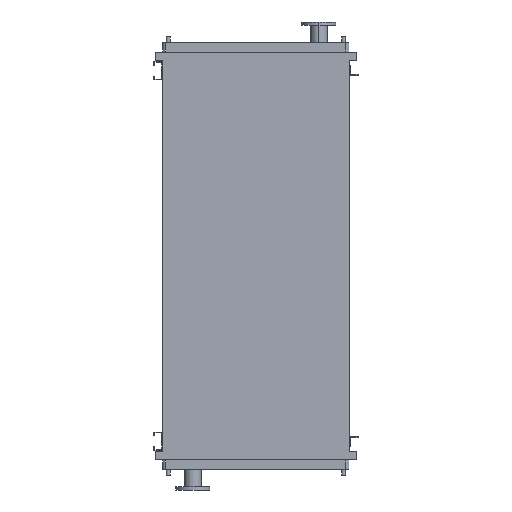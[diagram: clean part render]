
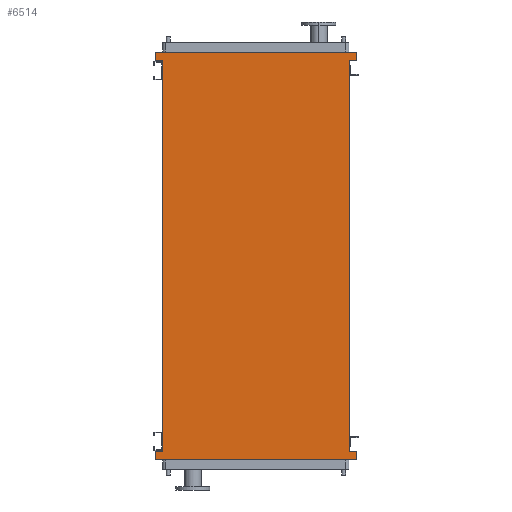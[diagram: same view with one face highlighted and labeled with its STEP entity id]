
A CAD part, front view. The second image highlights one B-rep face of the part: STEP entity #6514.
In plain terms, the highlighted planar face has unit normal (0, -1, 0).
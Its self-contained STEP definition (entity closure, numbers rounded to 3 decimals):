
#41 = ORIENTED_EDGE ( 'NONE', *, *, #10640, .F. ) ;
#46 = LINE ( 'NONE', #3477, #907 ) ;
#196 = EDGE_CURVE ( 'NONE', #4813, #3366, #3251, .T. ) ;
#292 = CARTESIAN_POINT ( 'NONE',  ( 651., 0., 43. ) ) ;
#523 = VECTOR ( 'NONE', #3456, 1000. ) ;
#666 = CARTESIAN_POINT ( 'NONE',  ( 651., 0., -2545. ) ) ;
#907 = VECTOR ( 'NONE', #9557, 1000. ) ;
#955 = LINE ( 'NONE', #2581, #3990 ) ;
#964 = DIRECTION ( 'NONE',  ( 0., 0., 1. ) ) ;
#1342 = CARTESIAN_POINT ( 'NONE',  ( 651., 0., 95. ) ) ;
#1418 = VERTEX_POINT ( 'NONE', #4997 ) ;
#1420 = PLANE ( 'NONE',  #4036 ) ;
#1426 = ORIENTED_EDGE ( 'NONE', *, *, #3074, .F. ) ;
#1561 = EDGE_CURVE ( 'NONE', #7432, #2971, #46, .T. ) ;
#1876 = EDGE_CURVE ( 'NONE', #3665, #7432, #2781, .T. ) ;
#1925 = CARTESIAN_POINT ( 'NONE',  ( -605., 0., -2493. ) ) ;
#1980 = CARTESIAN_POINT ( 'NONE',  ( 605., 0., -2450. ) ) ;
#2125 = CARTESIAN_POINT ( 'NONE',  ( 651., 0., 95. ) ) ;
#2244 = ORIENTED_EDGE ( 'NONE', *, *, #9409, .T. ) ;
#2335 = VECTOR ( 'NONE', #7914, 1000. ) ;
#2475 = VERTEX_POINT ( 'NONE', #292 ) ;
#2539 = VERTEX_POINT ( 'NONE', #4680 ) ;
#2581 = CARTESIAN_POINT ( 'NONE',  ( 605., 0., 43. ) ) ;
#2598 = ORIENTED_EDGE ( 'NONE', *, *, #4871, .F. ) ;
#2760 = CARTESIAN_POINT ( 'NONE',  ( -651., 0., 95. ) ) ;
#2781 = LINE ( 'NONE', #5989, #2335 ) ;
#2971 = VERTEX_POINT ( 'NONE', #666 ) ;
#3074 = EDGE_CURVE ( 'NONE', #2475, #2539, #955, .T. ) ;
#3251 = LINE ( 'NONE', #9160, #8439 ) ;
#3260 = ORIENTED_EDGE ( 'NONE', *, *, #10493, .F. ) ;
#3366 = VERTEX_POINT ( 'NONE', #8940 ) ;
#3389 = CARTESIAN_POINT ( 'NONE',  ( 651., 0., -2493. ) ) ;
#3456 = DIRECTION ( 'NONE',  ( 0., 0., 1. ) ) ;
#3477 = CARTESIAN_POINT ( 'NONE',  ( 651., 0., -2493. ) ) ;
#3623 = EDGE_CURVE ( 'NONE', #7036, #2475, #10443, .T. ) ;
#3665 = VERTEX_POINT ( 'NONE', #7653 ) ;
#3883 = LINE ( 'NONE', #9737, #8305 ) ;
#3960 = ORIENTED_EDGE ( 'NONE', *, *, #4242, .F. ) ;
#3988 = DIRECTION ( 'NONE',  ( -1., 0., 0. ) ) ;
#3990 = VECTOR ( 'NONE', #8772, 1000. ) ;
#4036 = AXIS2_PLACEMENT_3D ( 'NONE', #6598, #4802, #10093 ) ;
#4242 = EDGE_CURVE ( 'NONE', #7177, #9513, #9702, .T. ) ;
#4410 = VECTOR ( 'NONE', #11122, 1000. ) ;
#4475 = LINE ( 'NONE', #1980, #523 ) ;
#4680 = CARTESIAN_POINT ( 'NONE',  ( 605., 0., 43. ) ) ;
#4802 = DIRECTION ( 'NONE',  ( 0., -1., 0. ) ) ;
#4813 = VERTEX_POINT ( 'NONE', #7929 ) ;
#4871 = EDGE_CURVE ( 'NONE', #9513, #4813, #9605, .T. ) ;
#4898 = ORIENTED_EDGE ( 'NONE', *, *, #7739, .F. ) ;
#4997 = CARTESIAN_POINT ( 'NONE',  ( -651., 0., -2545. ) ) ;
#5026 = FACE_OUTER_BOUND ( 'NONE', #10727, .T. ) ;
#5033 = ORIENTED_EDGE ( 'NONE', *, *, #3623, .F. ) ;
#5477 = VECTOR ( 'NONE', #7373, 1000. ) ;
#5497 = ORIENTED_EDGE ( 'NONE', *, *, #7618, .F. ) ;
#5509 = ORIENTED_EDGE ( 'NONE', *, *, #1876, .F. ) ;
#5557 = DIRECTION ( 'NONE',  ( -1., 0., 0. ) ) ;
#5972 = VECTOR ( 'NONE', #6163, 1000. ) ;
#5989 = CARTESIAN_POINT ( 'NONE',  ( 605., 0., -2493. ) ) ;
#6023 = VECTOR ( 'NONE', #964, 1000. ) ;
#6163 = DIRECTION ( 'NONE',  ( 0., 0., -1. ) ) ;
#6345 = VECTOR ( 'NONE', #9904, 1000. ) ;
#6463 = CARTESIAN_POINT ( 'NONE',  ( -651., 0., -2493. ) ) ;
#6514 = ADVANCED_FACE ( 'NONE', ( #5026 ), #1420, .T. ) ;
#6598 = CARTESIAN_POINT ( 'NONE',  ( -605., 0., -2450. ) ) ;
#6874 = CARTESIAN_POINT ( 'NONE',  ( -651., 0., -2545. ) ) ;
#7036 = VERTEX_POINT ( 'NONE', #2125 ) ;
#7044 = ORIENTED_EDGE ( 'NONE', *, *, #1561, .F. ) ;
#7177 = VERTEX_POINT ( 'NONE', #8606 ) ;
#7373 = DIRECTION ( 'NONE',  ( 1., 0., 0. ) ) ;
#7432 = VERTEX_POINT ( 'NONE', #3389 ) ;
#7618 = EDGE_CURVE ( 'NONE', #3366, #8649, #10470, .T. ) ;
#7653 = CARTESIAN_POINT ( 'NONE',  ( 605., 0., -2493. ) ) ;
#7739 = EDGE_CURVE ( 'NONE', #8649, #7036, #9112, .T. ) ;
#7914 = DIRECTION ( 'NONE',  ( 1., 0., 0. ) ) ;
#7929 = CARTESIAN_POINT ( 'NONE',  ( -605., 0., 43. ) ) ;
#7979 = ORIENTED_EDGE ( 'NONE', *, *, #196, .F. ) ;
#8305 = VECTOR ( 'NONE', #5557, 1000. ) ;
#8439 = VECTOR ( 'NONE', #3988, 1000. ) ;
#8606 = CARTESIAN_POINT ( 'NONE',  ( -651., 0., -2493. ) ) ;
#8649 = VERTEX_POINT ( 'NONE', #10258 ) ;
#8651 = CARTESIAN_POINT ( 'NONE',  ( -605., 0., -2450. ) ) ;
#8772 = DIRECTION ( 'NONE',  ( -1., 0., 0. ) ) ;
#8940 = CARTESIAN_POINT ( 'NONE',  ( -651., 0., 43. ) ) ;
#9112 = LINE ( 'NONE', #1342, #5477 ) ;
#9160 = CARTESIAN_POINT ( 'NONE',  ( -651., 0., 43. ) ) ;
#9409 = EDGE_CURVE ( 'NONE', #3665, #2539, #4475, .T. ) ;
#9513 = VERTEX_POINT ( 'NONE', #1925 ) ;
#9552 = CARTESIAN_POINT ( 'NONE',  ( 651., 0., 43. ) ) ;
#9557 = DIRECTION ( 'NONE',  ( 0., 0., -1. ) ) ;
#9574 = DIRECTION ( 'NONE',  ( 0., 0., 1. ) ) ;
#9605 = LINE ( 'NONE', #8651, #4410 ) ;
#9702 = LINE ( 'NONE', #6463, #6345 ) ;
#9737 = CARTESIAN_POINT ( 'NONE',  ( 651., 0., -2545. ) ) ;
#9904 = DIRECTION ( 'NONE',  ( 1., 0., 0. ) ) ;
#10093 = DIRECTION ( 'NONE',  ( 0., 0., -1. ) ) ;
#10258 = CARTESIAN_POINT ( 'NONE',  ( -651., 0., 95. ) ) ;
#10443 = LINE ( 'NONE', #9552, #5972 ) ;
#10467 = LINE ( 'NONE', #6874, #10996 ) ;
#10470 = LINE ( 'NONE', #2760, #6023 ) ;
#10493 = EDGE_CURVE ( 'NONE', #1418, #7177, #10467, .T. ) ;
#10640 = EDGE_CURVE ( 'NONE', #2971, #1418, #3883, .T. ) ;
#10727 = EDGE_LOOP ( 'NONE', ( #2244, #1426, #5033, #4898, #5497, #7979, #2598, #3960, #3260, #41, #7044, #5509 ) ) ;
#10996 = VECTOR ( 'NONE', #9574, 1000. ) ;
#11122 = DIRECTION ( 'NONE',  ( 0., 0., 1. ) ) ;
